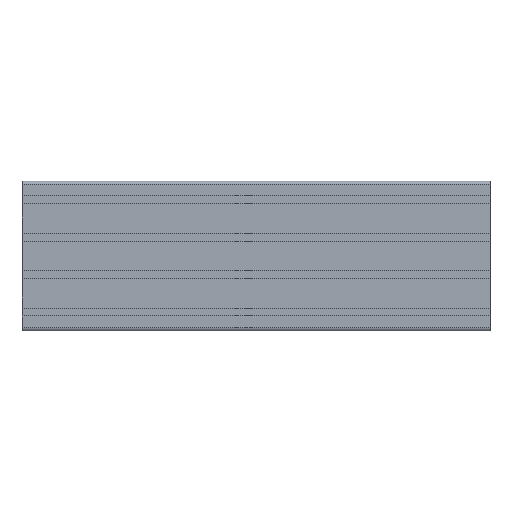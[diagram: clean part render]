
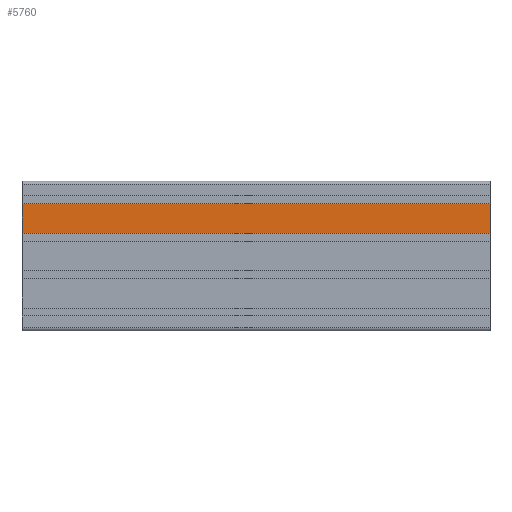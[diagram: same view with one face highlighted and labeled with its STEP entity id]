
A CAD part, top view. The second image highlights one B-rep face of the part: STEP entity #5760.
In plain terms, the highlighted planar face has unit normal (0, 0, 1).
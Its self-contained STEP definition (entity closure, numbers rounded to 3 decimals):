
#141 = CARTESIAN_POINT ( 'NONE',  ( 500., 55.9, -2380. ) ) ;
#804 = VECTOR ( 'NONE', #861, 1000. ) ;
#861 = DIRECTION ( 'NONE',  ( 0., -1., 0. ) ) ;
#907 = DIRECTION ( 'NONE',  ( -1., 0., 0. ) ) ;
#1083 = VECTOR ( 'NONE', #6663, 1000. ) ;
#1158 = EDGE_CURVE ( 'NONE', #3309, #6253, #7330, .T. ) ;
#1200 = VECTOR ( 'NONE', #3511, 1000. ) ;
#1561 = CARTESIAN_POINT ( 'NONE',  ( 500., 24.1, -2380. ) ) ;
#2357 = ORIENTED_EDGE ( 'NONE', *, *, #1158, .T. ) ;
#2363 = ORIENTED_EDGE ( 'NONE', *, *, #8194, .F. ) ;
#2430 = CARTESIAN_POINT ( 'NONE',  ( 0., 24.1, -2380. ) ) ;
#2752 = LINE ( 'NONE', #141, #804 ) ;
#3130 = CARTESIAN_POINT ( 'NONE',  ( 500., 55.9, -2380. ) ) ;
#3301 = CARTESIAN_POINT ( 'NONE',  ( 500., 24.1, -2380. ) ) ;
#3309 = VERTEX_POINT ( 'NONE', #4827 ) ;
#3511 = DIRECTION ( 'NONE',  ( -1., 0., 0. ) ) ;
#3569 = ORIENTED_EDGE ( 'NONE', *, *, #8263, .F. ) ;
#3599 = ORIENTED_EDGE ( 'NONE', *, *, #3975, .T. ) ;
#3975 = EDGE_CURVE ( 'NONE', #6253, #6487, #7454, .T. ) ;
#4287 = VERTEX_POINT ( 'NONE', #3301 ) ;
#4693 = VECTOR ( 'NONE', #907, 1000. ) ;
#4722 = CARTESIAN_POINT ( 'NONE',  ( 0., 55.9, -2380. ) ) ;
#4827 = CARTESIAN_POINT ( 'NONE',  ( 500., 55.9, -2380. ) ) ;
#5424 = AXIS2_PLACEMENT_3D ( 'NONE', #3130, #5734, #5647 ) ;
#5594 = EDGE_LOOP ( 'NONE', ( #3599, #3569, #2363, #2357 ) ) ;
#5647 = DIRECTION ( 'NONE',  ( -1., 0., 0. ) ) ;
#5693 = FACE_OUTER_BOUND ( 'NONE', #5594, .T. ) ;
#5734 = DIRECTION ( 'NONE',  ( 0., 0., -1. ) ) ;
#5760 = ADVANCED_FACE ( 'NONE', ( #5693 ), #6853, .F. ) ;
#6174 = CARTESIAN_POINT ( 'NONE',  ( 0., 55.9, -2380. ) ) ;
#6253 = VERTEX_POINT ( 'NONE', #6174 ) ;
#6487 = VERTEX_POINT ( 'NONE', #2430 ) ;
#6663 = DIRECTION ( 'NONE',  ( 0., -1., 0. ) ) ;
#6853 = PLANE ( 'NONE',  #5424 ) ;
#7234 = LINE ( 'NONE', #1561, #1200 ) ;
#7330 = LINE ( 'NONE', #7908, #4693 ) ;
#7454 = LINE ( 'NONE', #4722, #1083 ) ;
#7908 = CARTESIAN_POINT ( 'NONE',  ( 500., 55.9, -2380. ) ) ;
#8194 = EDGE_CURVE ( 'NONE', #3309, #4287, #2752, .T. ) ;
#8263 = EDGE_CURVE ( 'NONE', #4287, #6487, #7234, .T. ) ;
